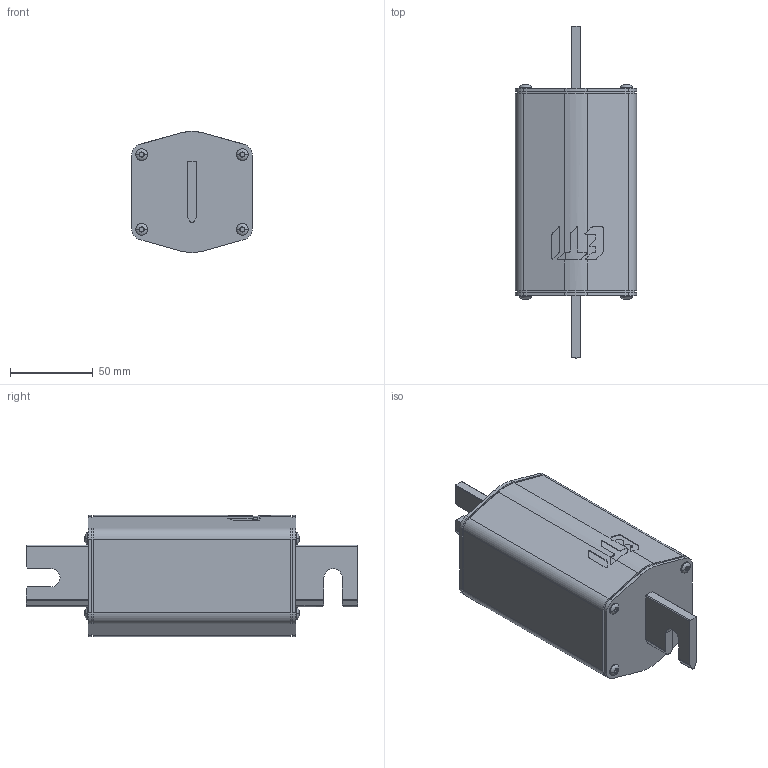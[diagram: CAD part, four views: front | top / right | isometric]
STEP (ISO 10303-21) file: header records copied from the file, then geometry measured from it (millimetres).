
FILE_DESCRIPTION((''),'2;1');
FILE_NAME('ASM0024_ASM','2021-03-10T',('marketing.praksa'),('Audax d.o.o.'),'CREO PARAMETRIC BY PTC INC, 2017480','CREO PARAMETRIC BY PTC INC, 2017480','');
FILE_SCHEMA(('AUTOMOTIVE_DESIGN { 1 0 10303 214 1 1 1 1 }'));
Length unit declared in the file: millimetre
Products named in the file (10): PRT0089_1_1_2_1; PRT0089_1_1_2_2; PRT0089_1_1_2_3; 73X73_1_1; PRT0068_1_1; NOZ_NEW_1_1; PRT0084_1_1; BODY_1_1; PRT0103; ASM0024_ASM
Assembly tree (16 placements, depth 2):
  ASM0024_ASM
    PRT0089_1_1_2_1
    PRT0089_1_1_2_2
    PRT0089_1_1_2_3
    73X73_1_1
    PRT0068_1_1
    NOZ_NEW_1_1
    PRT0084_1_1
    BODY_1_1
    PRT0103  x8
Bounding box: 73 x 200 x 72.99 mm (x, y, z)
Volume: 600452.7 mm3; surface area: 68659.6 mm2
Topology: 16 solids, 16 shells, 411 faces, 1177 edges, 809 vertices
Faces by surface type: cylinder 247, plane 148, revolution 16
Entity records: 14461 total; most frequent: CARTESIAN_POINT 2437, ORIENTED_EDGE 1486, DIRECTION 1339, PRESENTATION_STYLE_ASSIGNMENT 1018, STYLED_ITEM 1018, CURVE_STYLE 745, EDGE_CURVE 743, VERTEX_POINT 501
